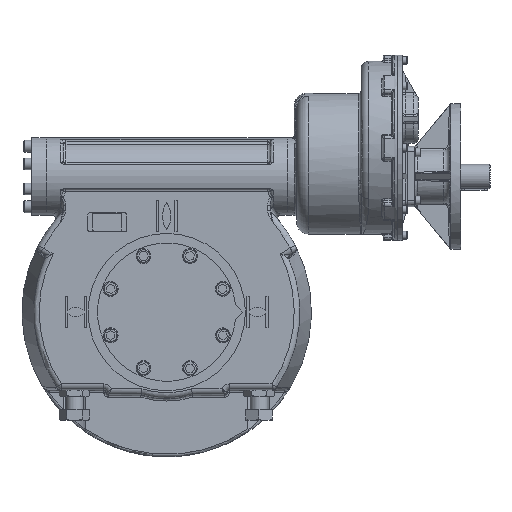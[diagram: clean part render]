
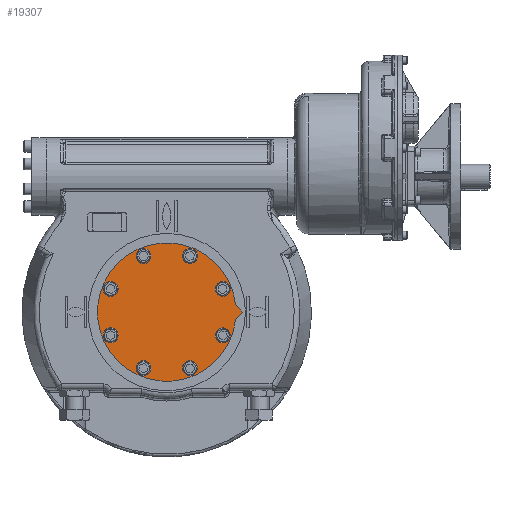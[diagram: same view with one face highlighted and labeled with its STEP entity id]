
A CAD part, top view. The second image highlights one B-rep face of the part: STEP entity #19307.
In plain terms, the highlighted planar face has unit normal (0, 0, 1).
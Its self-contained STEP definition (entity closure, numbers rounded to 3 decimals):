
#1291=LINE('',#54746,#2468);
#1294=LINE('',#54752,#2471);
#2468=VECTOR('',#27916,1000.);
#2471=VECTOR('',#27921,1000.);
#3863=CIRCLE('',#22862,142.5);
#3872=CIRCLE('',#22873,10.5);
#3873=CIRCLE('',#22874,10.5);
#3874=CIRCLE('',#22875,10.5);
#3875=CIRCLE('',#22876,10.5);
#3876=CIRCLE('',#22877,10.5);
#3877=CIRCLE('',#22878,10.5);
#3878=CIRCLE('',#22879,10.5);
#3879=CIRCLE('',#22880,10.5);
#9066=ORIENTED_EDGE('',*,*,#12035,.T.);
#9067=ORIENTED_EDGE('',*,*,#12036,.T.);
#9068=ORIENTED_EDGE('',*,*,#12037,.T.);
#9069=ORIENTED_EDGE('',*,*,#12038,.T.);
#9070=ORIENTED_EDGE('',*,*,#12039,.T.);
#9071=ORIENTED_EDGE('',*,*,#12040,.T.);
#9072=ORIENTED_EDGE('',*,*,#12041,.T.);
#9073=ORIENTED_EDGE('',*,*,#12042,.T.);
#9074=ORIENTED_EDGE('',*,*,#12020,.F.);
#9075=ORIENTED_EDGE('',*,*,#12026,.F.);
#9076=ORIENTED_EDGE('',*,*,#12023,.F.);
#12020=EDGE_CURVE('',#13983,#13984,#1291,.T.);
#12023=EDGE_CURVE('',#13984,#13986,#1294,.T.);
#12026=EDGE_CURVE('',#13986,#13983,#3863,.T.);
#12035=EDGE_CURVE('',#13995,#13995,#3872,.T.);
#12036=EDGE_CURVE('',#13996,#13996,#3873,.T.);
#12037=EDGE_CURVE('',#13997,#13997,#3874,.T.);
#12038=EDGE_CURVE('',#13998,#13998,#3875,.T.);
#12039=EDGE_CURVE('',#13999,#13999,#3876,.T.);
#12040=EDGE_CURVE('',#14000,#14000,#3877,.T.);
#12041=EDGE_CURVE('',#14001,#14001,#3878,.T.);
#12042=EDGE_CURVE('',#14002,#14002,#3879,.T.);
#13983=VERTEX_POINT('',#54745);
#13984=VERTEX_POINT('',#54747);
#13986=VERTEX_POINT('',#54753);
#13995=VERTEX_POINT('',#54777);
#13996=VERTEX_POINT('',#54779);
#13997=VERTEX_POINT('',#54781);
#13998=VERTEX_POINT('',#54783);
#13999=VERTEX_POINT('',#54785);
#14000=VERTEX_POINT('',#54787);
#14001=VERTEX_POINT('',#54789);
#14002=VERTEX_POINT('',#54791);
#16171=EDGE_LOOP('',(#9066));
#16172=EDGE_LOOP('',(#9067));
#16173=EDGE_LOOP('',(#9068));
#16174=EDGE_LOOP('',(#9069));
#16175=EDGE_LOOP('',(#9070));
#16176=EDGE_LOOP('',(#9071));
#16177=EDGE_LOOP('',(#9072));
#16178=EDGE_LOOP('',(#9073));
#16179=EDGE_LOOP('',(#9074,#9075,#9076));
#17622=FACE_BOUND('',#16171,.T.);
#17623=FACE_BOUND('',#16172,.T.);
#17624=FACE_BOUND('',#16173,.T.);
#17625=FACE_BOUND('',#16174,.T.);
#17626=FACE_BOUND('',#16175,.T.);
#17627=FACE_BOUND('',#16176,.T.);
#17628=FACE_BOUND('',#16177,.T.);
#17629=FACE_BOUND('',#16178,.T.);
#17630=FACE_BOUND('',#16179,.T.);
#18161=PLANE('',#22872);
#19307=ADVANCED_FACE('',(#17622,#17623,#17624,#17625,#17626,#17627,#17628,
#17629,#17630),#18161,.F.);
#22862=AXIS2_PLACEMENT_3D('',#54757,#27927,#27928);
#22872=AXIS2_PLACEMENT_3D('',#54775,#27947,#27948);
#22873=AXIS2_PLACEMENT_3D('',#54776,#27949,#27950);
#22874=AXIS2_PLACEMENT_3D('',#54778,#27951,#27952);
#22875=AXIS2_PLACEMENT_3D('',#54780,#27953,#27954);
#22876=AXIS2_PLACEMENT_3D('',#54782,#27955,#27956);
#22877=AXIS2_PLACEMENT_3D('',#54784,#27957,#27958);
#22878=AXIS2_PLACEMENT_3D('',#54786,#27959,#27960);
#22879=AXIS2_PLACEMENT_3D('',#54788,#27961,#27962);
#22880=AXIS2_PLACEMENT_3D('',#54790,#27963,#27964);
#27916=DIRECTION('',(0.707,-0.707,0.));
#27921=DIRECTION('',(-0.707,-0.707,0.));
#27927=DIRECTION('',(0.,0.,-1.));
#27928=DIRECTION('',(1.,0.,0.));
#27947=DIRECTION('',(0.,0.,-1.));
#27948=DIRECTION('',(1.,0.,0.));
#27949=DIRECTION('',(0.,0.,-1.));
#27950=DIRECTION('',(0.707,0.707,0.));
#27951=DIRECTION('',(0.,0.,-1.));
#27952=DIRECTION('',(0.,1.,0.));
#27953=DIRECTION('',(0.,0.,-1.));
#27954=DIRECTION('',(-0.707,0.707,0.));
#27955=DIRECTION('',(0.,0.,-1.));
#27956=DIRECTION('',(-1.,0.,0.));
#27957=DIRECTION('',(0.,0.,-1.));
#27958=DIRECTION('',(-0.707,-0.707,0.));
#27959=DIRECTION('',(0.,0.,-1.));
#27960=DIRECTION('',(0.,-1.,0.));
#27961=DIRECTION('',(0.,0.,-1.));
#27962=DIRECTION('',(0.707,-0.707,0.));
#27963=DIRECTION('',(0.,0.,-1.));
#27964=DIRECTION('',(1.,0.,0.));
#54745=CARTESIAN_POINT('',(141.673,15.327,78.));
#54746=CARTESIAN_POINT('',(157.,0.,78.));
#54747=CARTESIAN_POINT('',(157.,0.,78.));
#54752=CARTESIAN_POINT('',(157.,0.,78.));
#54753=CARTESIAN_POINT('',(141.673,-15.327,78.));
#54757=CARTESIAN_POINT('',(0.,0.,78.));
#54775=CARTESIAN_POINT('',(0.,0.,78.));
#54776=CARTESIAN_POINT('',(47.835,115.485,78.));
#54777=CARTESIAN_POINT('',(55.26,122.91,78.));
#54778=CARTESIAN_POINT('',(-47.835,115.485,78.));
#54779=CARTESIAN_POINT('',(-47.835,125.985,78.));
#54780=CARTESIAN_POINT('',(-115.485,47.835,78.));
#54781=CARTESIAN_POINT('',(-122.91,55.26,78.));
#54782=CARTESIAN_POINT('',(-115.485,-47.835,78.));
#54783=CARTESIAN_POINT('',(-125.985,-47.835,78.));
#54784=CARTESIAN_POINT('',(-47.835,-115.485,78.));
#54785=CARTESIAN_POINT('',(-55.26,-122.91,78.));
#54786=CARTESIAN_POINT('',(47.835,-115.485,78.));
#54787=CARTESIAN_POINT('',(47.835,-125.985,78.));
#54788=CARTESIAN_POINT('',(115.485,-47.835,78.));
#54789=CARTESIAN_POINT('',(122.91,-55.26,78.));
#54790=CARTESIAN_POINT('',(115.485,47.835,78.));
#54791=CARTESIAN_POINT('',(125.985,47.835,78.));
